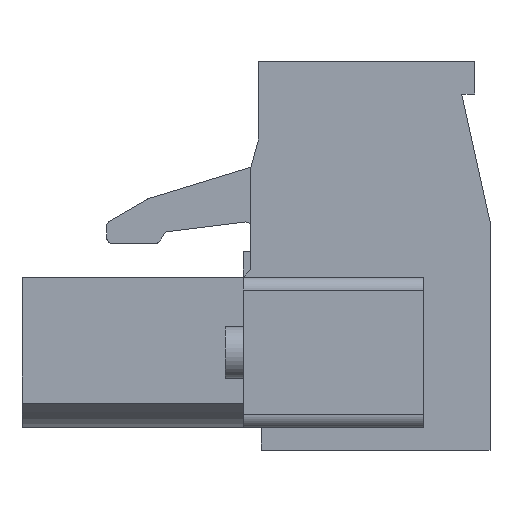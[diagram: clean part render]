
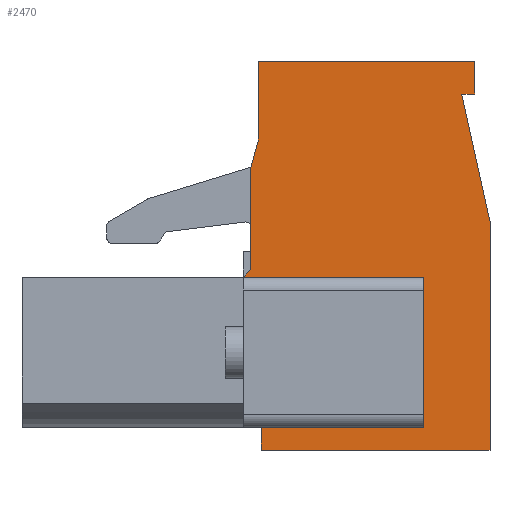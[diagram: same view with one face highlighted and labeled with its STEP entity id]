
A CAD part, left-side view. The second image highlights one B-rep face of the part: STEP entity #2470.
In plain terms, the highlighted planar face has unit normal (-1, 0, 0).
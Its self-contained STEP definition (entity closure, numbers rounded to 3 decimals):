
#2470 = ADVANCED_FACE( '', ( #4909 ), #4910, .T. );
#4909 = FACE_OUTER_BOUND( '', #7271, .T. );
#4910 = PLANE( '', #7272 );
#7271 = EDGE_LOOP( '', ( #14078, #14079, #14080, #14081, #14082, #14083, #14084, #14085, #14086, #14087, #14088, #14089, #14090, #14091 ) );
#7272 = AXIS2_PLACEMENT_3D( '', #14092, #14093, #14094 );
#14078 = ORIENTED_EDGE( '', *, *, #16541, .F. );
#14079 = ORIENTED_EDGE( '', *, *, #16787, .F. );
#14080 = ORIENTED_EDGE( '', *, *, #16392, .F. );
#14081 = ORIENTED_EDGE( '', *, *, #15802, .T. );
#14082 = ORIENTED_EDGE( '', *, *, #15888, .T. );
#14083 = ORIENTED_EDGE( '', *, *, #15527, .T. );
#14084 = ORIENTED_EDGE( '', *, *, #16589, .T. );
#14085 = ORIENTED_EDGE( '', *, *, #15007, .T. );
#14086 = ORIENTED_EDGE( '', *, *, #15366, .T. );
#14087 = ORIENTED_EDGE( '', *, *, #14764, .T. );
#14088 = ORIENTED_EDGE( '', *, *, #15327, .T. );
#14089 = ORIENTED_EDGE( '', *, *, #16183, .T. );
#14090 = ORIENTED_EDGE( '', *, *, #15469, .T. );
#14091 = ORIENTED_EDGE( '', *, *, #15246, .T. );
#14092 = CARTESIAN_POINT( '', ( -12.7, 0., 0. ) );
#14093 = DIRECTION( '', ( -1., 0., 0. ) );
#14094 = DIRECTION( '', ( 0., 0., 1. ) );
#14764 = EDGE_CURVE( '', #17945, #17946, #17947, .T. );
#15007 = EDGE_CURVE( '', #18345, #18343, #18346, .T. );
#15246 = EDGE_CURVE( '', #18736, #16873, #18739, .F. );
#15327 = EDGE_CURVE( '', #17946, #18863, #18865, .T. );
#15366 = EDGE_CURVE( '', #18343, #17945, #18924, .T. );
#15469 = EDGE_CURVE( '', #19086, #18736, #19087, .T. );
#15527 = EDGE_CURVE( '', #19170, #19168, #19171, .T. );
#15802 = EDGE_CURVE( '', #19561, #19562, #19563, .T. );
#15888 = EDGE_CURVE( '', #19562, #19170, #19683, .T. );
#16183 = EDGE_CURVE( '', #18863, #19086, #20065, .T. );
#16392 = EDGE_CURVE( '', #19561, #20313, #20319, .T. );
#16541 = EDGE_CURVE( '', #20488, #16873, #20490, .T. );
#16589 = EDGE_CURVE( '', #19168, #18345, #20544, .T. );
#16787 = EDGE_CURVE( '', #20313, #20488, #20750, .T. );
#16873 = VERTEX_POINT( '', #20868 );
#17945 = VERTEX_POINT( '', #22424 );
#17946 = VERTEX_POINT( '', #22425 );
#17947 = LINE( '', #22426, #22427 );
#18343 = VERTEX_POINT( '', #22995 );
#18345 = VERTEX_POINT( '', #22998 );
#18346 = LINE( '', #22999, #23000 );
#18736 = VERTEX_POINT( '', #23566 );
#18739 = LINE( '', #23571, #23572 );
#18863 = VERTEX_POINT( '', #23752 );
#18865 = LINE( '', #23755, #23756 );
#18924 = LINE( '', #23842, #23843 );
#19086 = VERTEX_POINT( '', #24086 );
#19087 = LINE( '', #24087, #24088 );
#19168 = VERTEX_POINT( '', #24210 );
#19170 = VERTEX_POINT( '', #24213 );
#19171 = LINE( '', #24214, #24215 );
#19561 = VERTEX_POINT( '', #24785 );
#19562 = VERTEX_POINT( '', #24786 );
#19563 = LINE( '', #24787, #24788 );
#19683 = LINE( '', #24964, #24965 );
#20065 = LINE( '', #25548, #25549 );
#20313 = VERTEX_POINT( '', #25910 );
#20319 = LINE( '', #25921, #25922 );
#20488 = VERTEX_POINT( '', #26158 );
#20490 = LINE( '', #26161, #26162 );
#20544 = LINE( '', #26237, #26238 );
#20750 = LINE( '', #26510, #26511 );
#20868 = CARTESIAN_POINT( '', ( -12.7, 5.15, 2.275 ) );
#22424 = CARTESIAN_POINT( '', ( -12.7, -3.85, 10.65 ) );
#22425 = CARTESIAN_POINT( '', ( -12.7, 4.55, 10.65 ) );
#22426 = CARTESIAN_POINT( '', ( -12.7, -3.85, 10.65 ) );
#22427 = VECTOR( '', #27225, 1000. );
#22995 = CARTESIAN_POINT( '', ( -12.7, -3.85, 9.4 ) );
#22998 = CARTESIAN_POINT( '', ( -12.7, -3.35, 9.4 ) );
#22999 = CARTESIAN_POINT( '', ( -12.7, -3.35, 9.4 ) );
#23000 = VECTOR( '', #27486, 1000. );
#23566 = CARTESIAN_POINT( '', ( -12.7, 4.85, 2.575 ) );
#23571 = CARTESIAN_POINT( '', ( -12.7, 4.85, 2.575 ) );
#23572 = VECTOR( '', #27710, 1000. );
#23752 = CARTESIAN_POINT( '', ( -12.7, 4.55, 7.65 ) );
#23755 = CARTESIAN_POINT( '', ( -12.7, 4.55, 10.65 ) );
#23756 = VECTOR( '', #27789, 1000. );
#23842 = CARTESIAN_POINT( '', ( -12.7, -3.85, 9.4 ) );
#23843 = VECTOR( '', #27823, 1000. );
#24086 = CARTESIAN_POINT( '', ( -12.7, 4.85, 6.55 ) );
#24087 = CARTESIAN_POINT( '', ( -12.7, 4.85, 6.55 ) );
#24088 = VECTOR( '', #27920, 1000. );
#24210 = CARTESIAN_POINT( '', ( -12.7, -4.45, 4.45 ) );
#24213 = CARTESIAN_POINT( '', ( -12.7, -4.45, -4.45 ) );
#24214 = CARTESIAN_POINT( '', ( -12.7, -4.45, -4.45 ) );
#24215 = VECTOR( '', #27972, 1000. );
#24785 = CARTESIAN_POINT( '', ( -12.7, 4.45, -3.575 ) );
#24786 = CARTESIAN_POINT( '', ( -12.7, 4.45, -4.45 ) );
#24787 = CARTESIAN_POINT( '', ( -12.7, 4.45, -3.575 ) );
#24788 = VECTOR( '', #28216, 1000. );
#24964 = CARTESIAN_POINT( '', ( -12.7, 4.45, -4.45 ) );
#24965 = VECTOR( '', #28297, 1000. );
#25548 = CARTESIAN_POINT( '', ( -12.7, 4.55, 7.65 ) );
#25549 = VECTOR( '', #28541, 1000. );
#25910 = CARTESIAN_POINT( '', ( -12.7, -1.85, -3.575 ) );
#25921 = CARTESIAN_POINT( '', ( -12.7, 5.15, -3.575 ) );
#25922 = VECTOR( '', #28696, 1000. );
#26158 = CARTESIAN_POINT( '', ( -12.7, -1.85, 2.275 ) );
#26161 = CARTESIAN_POINT( '', ( -12.7, -1.85, 2.275 ) );
#26162 = VECTOR( '', #28798, 1000. );
#26237 = CARTESIAN_POINT( '', ( -12.7, -4.45, 4.45 ) );
#26238 = VECTOR( '', #28829, 1000. );
#26510 = CARTESIAN_POINT( '', ( -12.7, -1.85, -3.575 ) );
#26511 = VECTOR( '', #28923, 1000. );
#27225 = DIRECTION( '', ( 0., 1., 0. ) );
#27486 = DIRECTION( '', ( 0., -1., 0. ) );
#27710 = DIRECTION( '', ( 0., -0.707, 0.707 ) );
#27789 = DIRECTION( '', ( 0., 0., -1. ) );
#27823 = DIRECTION( '', ( 0., 0., 1. ) );
#27920 = DIRECTION( '', ( 0., 0., -1. ) );
#27972 = DIRECTION( '', ( 0., 0., 1. ) );
#28216 = DIRECTION( '', ( 0., 0., -1. ) );
#28297 = DIRECTION( '', ( 0., -1., 0. ) );
#28541 = DIRECTION( '', ( 0., 0.263, -0.965 ) );
#28696 = DIRECTION( '', ( 0., -1., 0. ) );
#28798 = DIRECTION( '', ( 0., 1., 0. ) );
#28829 = DIRECTION( '', ( 0., 0.217, 0.976 ) );
#28923 = DIRECTION( '', ( 0., 0., 1. ) );
